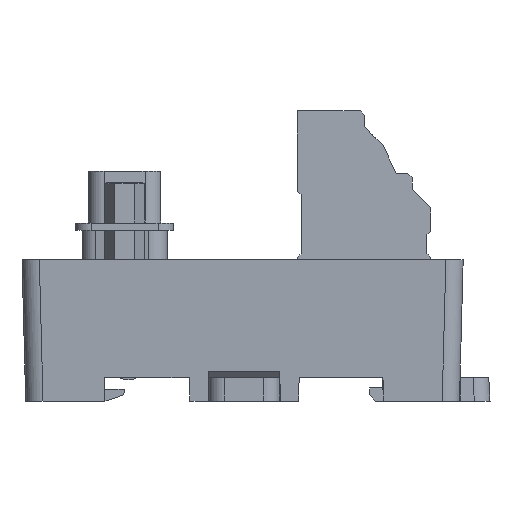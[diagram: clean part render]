
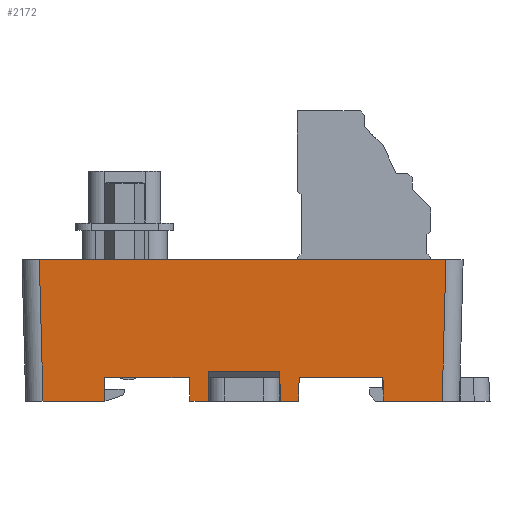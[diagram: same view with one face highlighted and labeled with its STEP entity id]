
A CAD part, left-side view. The second image highlights one B-rep face of the part: STEP entity #2172.
In plain terms, the highlighted planar face has unit normal (-1, 0, -0.026).
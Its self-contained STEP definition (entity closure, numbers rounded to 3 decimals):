
#1621=FACE_OUTER_BOUND('',#3630,.T.);
#2172=ADVANCED_FACE('',(#1621),#2756,.T.);
#2756=PLANE('',#12360);
#3630=EDGE_LOOP('',(#5109,#5110,#5111,#5112,#5113,#5114,#5115,#5116,#5117,
#5118,#5119,#5120,#5121,#5122,#5123,#5124));
#5109=ORIENTED_EDGE('',*,*,#8804,.T.);
#5110=ORIENTED_EDGE('',*,*,#8805,.F.);
#5111=ORIENTED_EDGE('',*,*,#8806,.T.);
#5112=ORIENTED_EDGE('',*,*,#8544,.T.);
#5113=ORIENTED_EDGE('',*,*,#8807,.T.);
#5114=ORIENTED_EDGE('',*,*,#8808,.T.);
#5115=ORIENTED_EDGE('',*,*,#8809,.T.);
#5116=ORIENTED_EDGE('',*,*,#8810,.T.);
#5117=ORIENTED_EDGE('',*,*,#8811,.T.);
#5118=ORIENTED_EDGE('',*,*,#8812,.T.);
#5119=ORIENTED_EDGE('',*,*,#8802,.F.);
#5120=ORIENTED_EDGE('',*,*,#8554,.T.);
#5121=ORIENTED_EDGE('',*,*,#8813,.F.);
#5122=ORIENTED_EDGE('',*,*,#8814,.F.);
#5123=ORIENTED_EDGE('',*,*,#8815,.T.);
#5124=ORIENTED_EDGE('',*,*,#8816,.F.);
#7479=VERTEX_POINT('',#16722);
#7480=VERTEX_POINT('',#16724);
#7489=VERTEX_POINT('',#16742);
#7490=VERTEX_POINT('',#16744);
#7672=VERTEX_POINT('',#17242);
#7673=VERTEX_POINT('',#17246);
#7674=VERTEX_POINT('',#17247);
#7675=VERTEX_POINT('',#17249);
#7676=VERTEX_POINT('',#17252);
#7677=VERTEX_POINT('',#17254);
#7678=VERTEX_POINT('',#17256);
#7679=VERTEX_POINT('',#17258);
#7680=VERTEX_POINT('',#17260);
#7681=VERTEX_POINT('',#17263);
#7682=VERTEX_POINT('',#17265);
#7683=VERTEX_POINT('',#17267);
#8544=EDGE_CURVE('',#7480,#7479,#9982,.T.);
#8554=EDGE_CURVE('',#7490,#7489,#9990,.T.);
#8802=EDGE_CURVE('',#7490,#7672,#10221,.T.);
#8804=EDGE_CURVE('',#7673,#7674,#10223,.T.);
#8805=EDGE_CURVE('',#7675,#7674,#10224,.T.);
#8806=EDGE_CURVE('',#7675,#7480,#10225,.T.);
#8807=EDGE_CURVE('',#7479,#7676,#10226,.T.);
#8808=EDGE_CURVE('',#7676,#7677,#10227,.T.);
#8809=EDGE_CURVE('',#7677,#7678,#10228,.T.);
#8810=EDGE_CURVE('',#7678,#7679,#10229,.T.);
#8811=EDGE_CURVE('',#7679,#7680,#10230,.T.);
#8812=EDGE_CURVE('',#7680,#7672,#10231,.T.);
#8813=EDGE_CURVE('',#7681,#7489,#10232,.T.);
#8814=EDGE_CURVE('',#7682,#7681,#10233,.T.);
#8815=EDGE_CURVE('',#7682,#7683,#10234,.T.);
#8816=EDGE_CURVE('',#7673,#7683,#10235,.T.);
#9982=LINE('',#16723,#11219);
#9990=LINE('',#16743,#11227);
#10221=LINE('',#17241,#11458);
#10223=LINE('',#17245,#11460);
#10224=LINE('',#17248,#11461);
#10225=LINE('',#17250,#11462);
#10226=LINE('',#17251,#11463);
#10227=LINE('',#17253,#11464);
#10228=LINE('',#17255,#11465);
#10229=LINE('',#17257,#11466);
#10230=LINE('',#17259,#11467);
#10231=LINE('',#17261,#11468);
#10232=LINE('',#17262,#11469);
#10233=LINE('',#17264,#11470);
#10234=LINE('',#17266,#11471);
#10235=LINE('',#17268,#11472);
#11219=VECTOR('',#13463,1.);
#11227=VECTOR('',#13475,1.);
#11458=VECTOR('',#13876,1.);
#11460=VECTOR('',#13880,1.);
#11461=VECTOR('',#13881,1.);
#11462=VECTOR('',#13882,1.);
#11463=VECTOR('',#13883,1.);
#11464=VECTOR('',#13884,1.);
#11465=VECTOR('',#13885,1.);
#11466=VECTOR('',#13886,1.);
#11467=VECTOR('',#13887,1.);
#11468=VECTOR('',#13888,1.);
#11469=VECTOR('',#13889,1.);
#11470=VECTOR('',#13890,1.);
#11471=VECTOR('',#13891,1.);
#11472=VECTOR('',#13892,1.);
#12360=AXIS2_PLACEMENT_3D('',#17269,#13893,#13894);
#13463=DIRECTION('',(0.,-1.,0.));
#13475=DIRECTION('',(0.,-1.,0.));
#13876=DIRECTION('',(0.026,0.017,-1.));
#13880=DIRECTION('',(0.026,-0.009,-1.));
#13881=DIRECTION('',(0.,1.,0.));
#13882=DIRECTION('',(-0.026,-0.035,0.999));
#13883=DIRECTION('',(0.026,-0.017,-1.));
#13884=DIRECTION('',(0.,-1.,0.));
#13885=DIRECTION('',(-0.026,-0.026,0.999));
#13886=DIRECTION('',(0.,1.,0.));
#13887=DIRECTION('',(0.026,-0.026,-0.999));
#13888=DIRECTION('',(0.,-1.,0.));
#13889=DIRECTION('',(-0.026,0.035,0.999));
#13890=DIRECTION('',(0.,1.,0.));
#13891=DIRECTION('',(-0.026,-0.009,1.));
#13892=DIRECTION('',(0.,1.,0.));
#13893=DIRECTION('',(-1.,0.,-0.026));
#13894=DIRECTION('',(-0.026,0.,1.));
#16722=CARTESIAN_POINT('',(-104.057,-18.086,-13.25));
#16723=CARTESIAN_POINT('',(-104.057,-0.436,-13.25));
#16724=CARTESIAN_POINT('',(-104.057,-7.436,-13.25));
#16742=CARTESIAN_POINT('',(-104.057,6.564,-13.25));
#16743=CARTESIAN_POINT('',(-104.057,-0.436,-13.25));
#16744=CARTESIAN_POINT('',(-104.057,17.314,-13.25));
#17241=CARTESIAN_POINT('',(-104.026,17.335,-14.454));
#17242=CARTESIAN_POINT('',(-103.979,17.366,-16.25));
#17245=CARTESIAN_POINT('',(-104.026,-4.997,-14.454));
#17246=CARTESIAN_POINT('',(-104.076,-4.98,-12.524));
#17247=CARTESIAN_POINT('',(-103.979,-5.012,-16.25));
#17248=CARTESIAN_POINT('',(-103.979,-0.436,-16.25));
#17249=CARTESIAN_POINT('',(-103.979,-7.331,-16.25));
#17250=CARTESIAN_POINT('',(-104.443,-7.95,1.468));
#17251=CARTESIAN_POINT('',(-104.458,-17.819,2.059));
#17252=CARTESIAN_POINT('',(-103.979,-18.138,-16.25));
#17253=CARTESIAN_POINT('',(-103.979,-0.436,-16.25));
#17254=CARTESIAN_POINT('',(-103.979,-25.616,-16.25));
#17255=CARTESIAN_POINT('',(-104.433,-26.07,1.09));
#17256=CARTESIAN_POINT('',(-104.45,-26.087,1.75));
#17257=CARTESIAN_POINT('',(-104.45,0.064,1.75));
#17258=CARTESIAN_POINT('',(-104.45,25.615,1.75));
#17259=CARTESIAN_POINT('',(-104.433,25.597,1.09));
#17260=CARTESIAN_POINT('',(-103.979,25.143,-16.25));
#17261=CARTESIAN_POINT('',(-103.979,0.064,-16.25));
#17262=CARTESIAN_POINT('',(-104.026,6.522,-14.452));
#17263=CARTESIAN_POINT('',(-103.979,6.459,-16.25));
#17264=CARTESIAN_POINT('',(-103.979,-0.436,-16.25));
#17265=CARTESIAN_POINT('',(-103.979,4.14,-16.25));
#17266=CARTESIAN_POINT('',(-104.026,4.124,-14.454));
#17267=CARTESIAN_POINT('',(-104.076,4.108,-12.524));
#17268=CARTESIAN_POINT('',(-104.076,209.009,-12.524));
#17269=CARTESIAN_POINT('',(-104.45,0.064,1.747));
